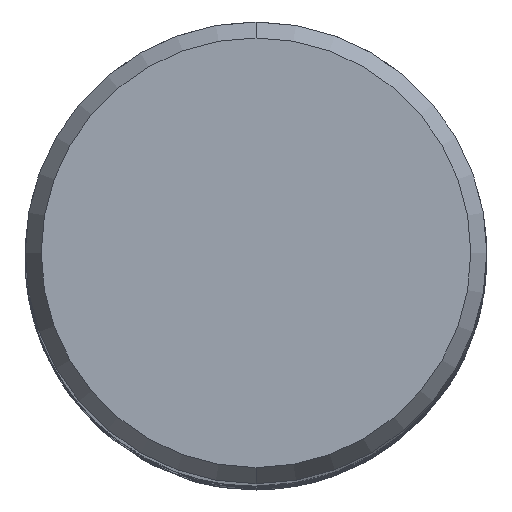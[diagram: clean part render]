
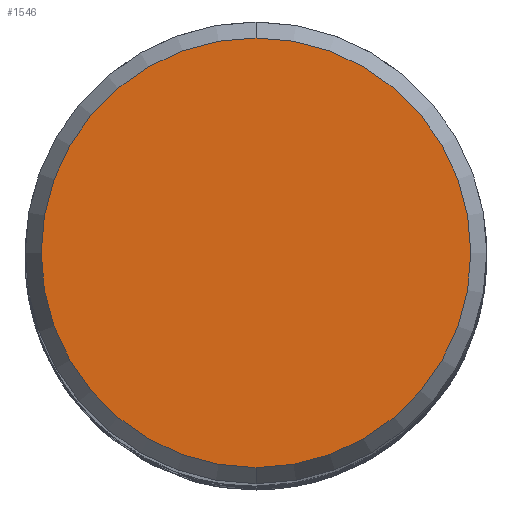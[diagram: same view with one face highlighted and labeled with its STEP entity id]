
A CAD part, top view. The second image highlights one B-rep face of the part: STEP entity #1546.
In plain terms, the highlighted planar face has unit normal (0, 0, 1).
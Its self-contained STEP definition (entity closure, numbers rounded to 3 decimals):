
#952=VERTEX_POINT('',#2161);
#1036=VERTEX_POINT('',#2250);
#1546=ADVANCED_FACE('',(#2806),#2807,.T.);
#1566=EDGE_CURVE('',#1036,#952,#2830,.T.);
#1632=EDGE_CURVE('',#952,#1036,#2902,.T.);
#2161=CARTESIAN_POINT('',(0.0,9.307,0.0));
#2250=CARTESIAN_POINT('',(0.,-9.307,0.0));
#2806=FACE_OUTER_BOUND('',#17017,.T.);
#2807=PLANE('',#17018);
#2830=CIRCLE('',#17895,9.307);
#2902=CIRCLE('',#19145,9.307);
#17017=EDGE_LOOP('',(#22024,#22025));
#17018=AXIS2_PLACEMENT_3D('',#22026,#22027,#22028);
#17895=AXIS2_PLACEMENT_3D('',#22065,#22066,#22067);
#19145=AXIS2_PLACEMENT_3D('',#22133,#22134,#22135);
#22024=ORIENTED_EDGE('',*,*,#1632,.F.);
#22025=ORIENTED_EDGE('',*,*,#1566,.F.);
#22026=CARTESIAN_POINT('',(0.0,4.654,0.0));
#22027=DIRECTION('',(-0.0,0.0,1.0));
#22028=DIRECTION('',(0.0,-1.0,0.0));
#22065=CARTESIAN_POINT('',(0.0,0.0,0.0));
#22066=DIRECTION('',(0.0,0.0,-1.0));
#22067=DIRECTION('',(0.0,1.0,0.0));
#22133=CARTESIAN_POINT('',(0.0,0.0,0.0));
#22134=DIRECTION('',(0.0,0.0,-1.0));
#22135=DIRECTION('',(0.0,1.0,0.0));
